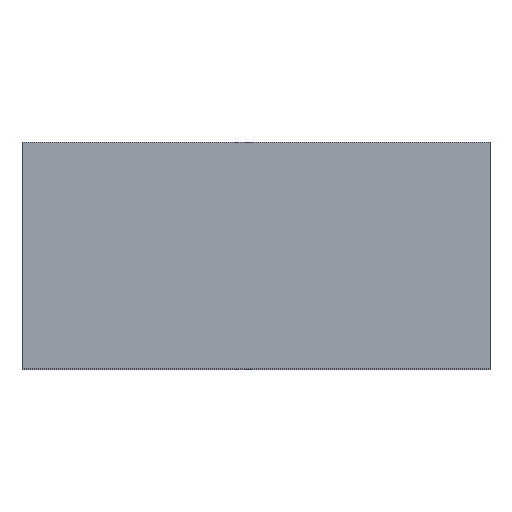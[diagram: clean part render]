
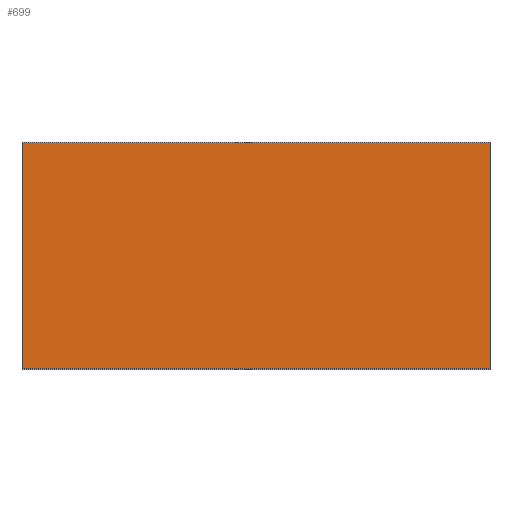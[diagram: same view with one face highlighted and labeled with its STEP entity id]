
A CAD part, top view. The second image highlights one B-rep face of the part: STEP entity #699.
In plain terms, the highlighted face is planar.
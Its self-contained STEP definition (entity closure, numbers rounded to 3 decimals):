
#150 = CARTESIAN_POINT ( 'NONE',  ( 0., 0., -3. ) ) ;
#154 = LINE ( 'NONE', #4638, #3557 ) ;
#158 = VERTEX_POINT ( 'NONE', #4715 ) ;
#268 = VECTOR ( 'NONE', #3936, 1000. ) ;
#278 = VERTEX_POINT ( 'NONE', #4048 ) ;
#375 = ORIENTED_EDGE ( 'NONE', *, *, #1357, .F. ) ;
#582 = FACE_OUTER_BOUND ( 'NONE', #3501, .T. ) ;
#643 = VECTOR ( 'NONE', #814, 1000. ) ;
#644 = LINE ( 'NONE', #2491, #3398 ) ;
#699 = ADVANCED_FACE ( 'NONE', ( #582 ), #3479, .T. ) ;
#814 = DIRECTION ( 'NONE',  ( -1., 0., 0. ) ) ;
#912 = ORIENTED_EDGE ( 'NONE', *, *, #995, .F. ) ;
#925 = DIRECTION ( 'NONE',  ( 0., 0., -1. ) ) ;
#995 = EDGE_CURVE ( 'NONE', #158, #278, #154, .T. ) ;
#1357 = EDGE_CURVE ( 'NONE', #2770, #158, #4340, .T. ) ;
#1409 = DIRECTION ( 'NONE',  ( 0., 1., 0. ) ) ;
#1659 = DIRECTION ( 'NONE',  ( -1., 0., 0. ) ) ;
#1817 = VERTEX_POINT ( 'NONE', #4626 ) ;
#2195 = ORIENTED_EDGE ( 'NONE', *, *, #3278, .F. ) ;
#2491 = CARTESIAN_POINT ( 'NONE',  ( 2000., -970., -3. ) ) ;
#2737 = LINE ( 'NONE', #2789, #643 ) ;
#2770 = VERTEX_POINT ( 'NONE', #2818 ) ;
#2789 = CARTESIAN_POINT ( 'NONE',  ( -2000., 970., -3. ) ) ;
#2818 = CARTESIAN_POINT ( 'NONE',  ( -2000., 970., -3. ) ) ;
#2922 = EDGE_CURVE ( 'NONE', #278, #1817, #644, .T. ) ;
#3264 = ORIENTED_EDGE ( 'NONE', *, *, #2922, .F. ) ;
#3278 = EDGE_CURVE ( 'NONE', #1817, #2770, #2737, .T. ) ;
#3398 = VECTOR ( 'NONE', #1409, 1000. ) ;
#3479 = PLANE ( 'NONE',  #4445 ) ;
#3501 = EDGE_LOOP ( 'NONE', ( #3264, #912, #375, #2195 ) ) ;
#3557 = VECTOR ( 'NONE', #4617, 1000. ) ;
#3914 = CARTESIAN_POINT ( 'NONE',  ( -2000., -970., -3. ) ) ;
#3936 = DIRECTION ( 'NONE',  ( 0., -1., 0. ) ) ;
#4048 = CARTESIAN_POINT ( 'NONE',  ( 2000., -964., -3. ) ) ;
#4340 = LINE ( 'NONE', #3914, #268 ) ;
#4445 = AXIS2_PLACEMENT_3D ( 'NONE', #150, #925, #1659 ) ;
#4617 = DIRECTION ( 'NONE',  ( 1., 0., 0. ) ) ;
#4626 = CARTESIAN_POINT ( 'NONE',  ( 2000., 970., -3. ) ) ;
#4638 = CARTESIAN_POINT ( 'NONE',  ( -2000., -964., -3. ) ) ;
#4715 = CARTESIAN_POINT ( 'NONE',  ( -2000., -964., -3. ) ) ;
